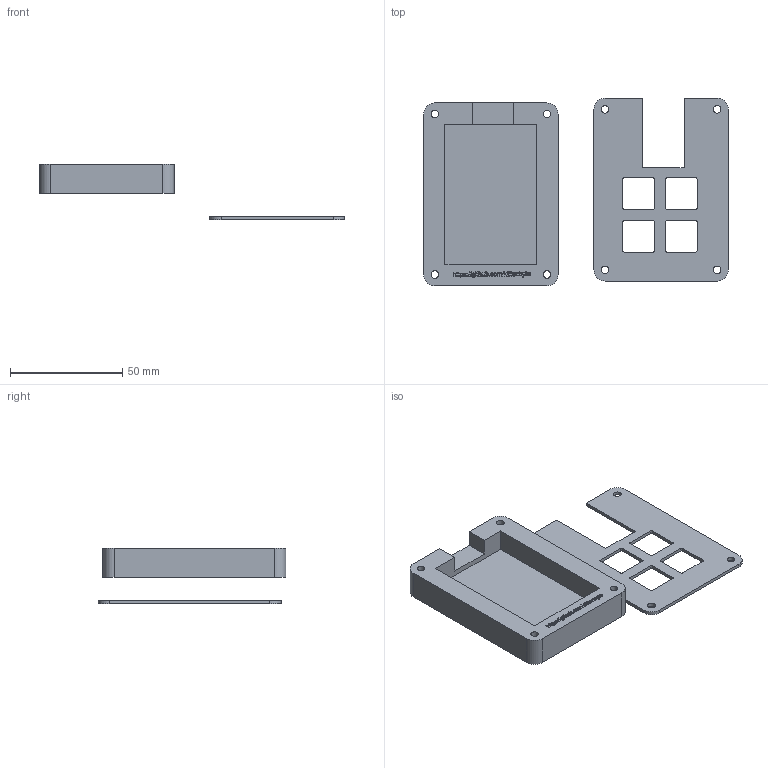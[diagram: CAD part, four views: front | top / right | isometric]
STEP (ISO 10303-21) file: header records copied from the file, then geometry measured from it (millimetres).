
FILE_DESCRIPTION(/* description */ (''),/* implementation_level */ '2;1');
FILE_NAME(/* name */ '483fe47f-f3df-4900-b191-adfed15bbf74.stp',/* time_stamp */ '2026-01-19T19:51:41Z',/* author */ (''),/* organization */ (''),/* preprocessor_version */ 'ST-DEVELOPER v20.1',/* originating_system */ 'Autodesk Translation Framework v14.24.0.0',/* authorisation */ '');
FILE_SCHEMA (('AUTOMOTIVE_DESIGN { 1 0 10303 214 3 1 1 }'));
Length unit declared in the file: millimetre
Products named in the file (4): 2026-01-19-13-45-04-997; 2026-01-18-21-22-31-293; 2026-01-18-21-52-10-405; 2026-01-18-23-35-52-231
Assembly tree (3 placements, depth 3):
  2026-01-19-13-45-04-997
    2026-01-18-21-22-31-293
      2026-01-18-21-52-10-405
    2026-01-18-23-35-52-231
Bounding box: 135.92 x 83.73 x 24.91 mm (x, y, z)
Volume: 40892.8 mm3; surface area: 23743.4 mm2
Topology: 2 solids, 2 shells, 611 faces, 1692 edges, 1128 vertices
Faces by surface type: bspline 289, plane 286, cylinder 36
Full cylindrical faces by diameter (mm): 3.4 x8, 6 x4
Entity records: 22201 total; most frequent: CARTESIAN_POINT 8351, ORIENTED_EDGE 3384, DIRECTION 1844, EDGE_CURVE 1692, VERTEX_POINT 1128, LINE 1042, VECTOR 1042, EDGE_LOOP 678
